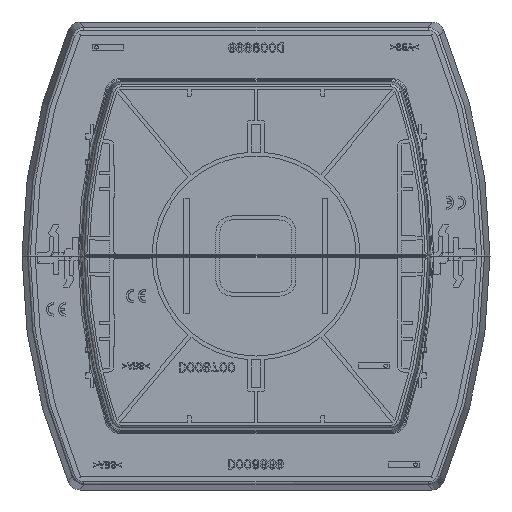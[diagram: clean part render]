
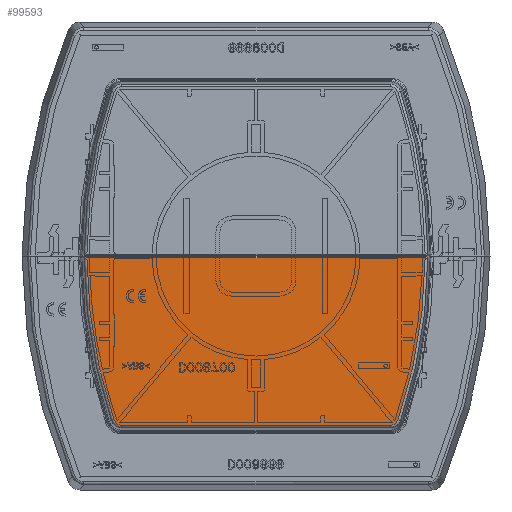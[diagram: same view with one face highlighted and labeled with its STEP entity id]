
A CAD part, left-side view. The second image highlights one B-rep face of the part: STEP entity #99593.
In plain terms, the highlighted planar face has unit normal (-1, 0, 0).
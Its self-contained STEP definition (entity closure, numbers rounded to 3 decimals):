
#99544=AXIS2_PLACEMENT_3D('Circle Axis2P3D',#99542,#99543,$) ;
#99557=AXIS2_PLACEMENT_3D('Plane Axis2P3D',#99554,#99555,#99556) ;
#99561=AXIS2_PLACEMENT_3D('Circle Axis2P3D',#99559,#99560,$) ;
#99575=AXIS2_PLACEMENT_3D('Circle Axis2P3D',#99573,#99574,$) ;
#99582=AXIS2_PLACEMENT_3D('Circle Axis2P3D',#99580,#99581,$) ;
#96200=CARTESIAN_POINT('Vertex',(-2.5,63.41,-11.75)) ;
#96292=CARTESIAN_POINT('Line Origine',(-2.5,0.,-11.75)) ;
#96296=CARTESIAN_POINT('Vertex',(-2.5,-63.41,-11.75)) ;
#99539=CARTESIAN_POINT('Vertex',(-2.5,53.267,-72.402)) ;
#99542=CARTESIAN_POINT('Axis2P3D Location',(-2.5,-127.5,-11.)) ;
#99554=CARTESIAN_POINT('Axis2P3D Location',(-2.5,0.,-11.)) ;
#99559=CARTESIAN_POINT('Axis2P3D Location',(-2.5,50.463,-71.45)) ;
#99563=CARTESIAN_POINT('Vertex',(-2.5,50.463,-74.411)) ;
#99566=CARTESIAN_POINT('Line Origine',(-2.5,0.,-74.411)) ;
#99570=CARTESIAN_POINT('Vertex',(-2.5,-50.463,-74.411)) ;
#99573=CARTESIAN_POINT('Axis2P3D Location',(-2.5,-50.463,-71.45)) ;
#99577=CARTESIAN_POINT('Vertex',(-2.5,-53.267,-72.402)) ;
#99580=CARTESIAN_POINT('Axis2P3D Location',(-2.5,127.5,-11.)) ;
#96293=DIRECTION('Vector Direction',(0.,-1.,0.)) ;
#99543=DIRECTION('Axis2P3D Direction',(1.,0.,0.)) ;
#99555=DIRECTION('Axis2P3D Direction',(1.,0.,0.)) ;
#99556=DIRECTION('Axis2P3D XDirection',(0.,-1.,0.)) ;
#99560=DIRECTION('Axis2P3D Direction',(1.,0.,0.)) ;
#99567=DIRECTION('Vector Direction',(0.,-1.,0.)) ;
#99574=DIRECTION('Axis2P3D Direction',(1.,0.,0.)) ;
#99581=DIRECTION('Axis2P3D Direction',(1.,0.,0.)) ;
#96294=VECTOR('Line Direction',#96293,1.) ;
#99568=VECTOR('Line Direction',#99567,1.) ;
#99586=ORIENTED_EDGE('',*,*,#96298,.T.) ;
#99587=ORIENTED_EDGE('',*,*,#99546,.T.) ;
#99588=ORIENTED_EDGE('',*,*,#99565,.T.) ;
#99589=ORIENTED_EDGE('',*,*,#99572,.T.) ;
#99590=ORIENTED_EDGE('',*,*,#99579,.T.) ;
#99591=ORIENTED_EDGE('',*,*,#99584,.T.) ;
#99593=ADVANCED_FACE('D009700_A.1\\Corps principal',(#99592),#99558,.F.) ;
#99545=CIRCLE('generated circle',#99544,190.911) ;
#99562=CIRCLE('generated circle',#99561,2.961) ;
#99576=CIRCLE('generated circle',#99575,2.961) ;
#99583=CIRCLE('generated circle',#99582,190.911) ;
#96298=EDGE_CURVE('',#96297,#96201,#96295,.F.) ;
#99546=EDGE_CURVE('',#96201,#99540,#99545,.F.) ;
#99565=EDGE_CURVE('',#99540,#99564,#99562,.F.) ;
#99572=EDGE_CURVE('',#99564,#99571,#99569,.T.) ;
#99579=EDGE_CURVE('',#99571,#99578,#99576,.F.) ;
#99584=EDGE_CURVE('',#99578,#96297,#99583,.F.) ;
#99585=EDGE_LOOP('',(#99586,#99587,#99588,#99589,#99590,#99591)) ;
#99592=FACE_OUTER_BOUND('',#99585,.T.) ;
#96295=LINE('Line',#96292,#96294) ;
#99569=LINE('Line',#99566,#99568) ;
#99558=PLANE('',#99557) ;
#96201=VERTEX_POINT('',#96200) ;
#96297=VERTEX_POINT('',#96296) ;
#99540=VERTEX_POINT('',#99539) ;
#99564=VERTEX_POINT('',#99563) ;
#99571=VERTEX_POINT('',#99570) ;
#99578=VERTEX_POINT('',#99577) ;
